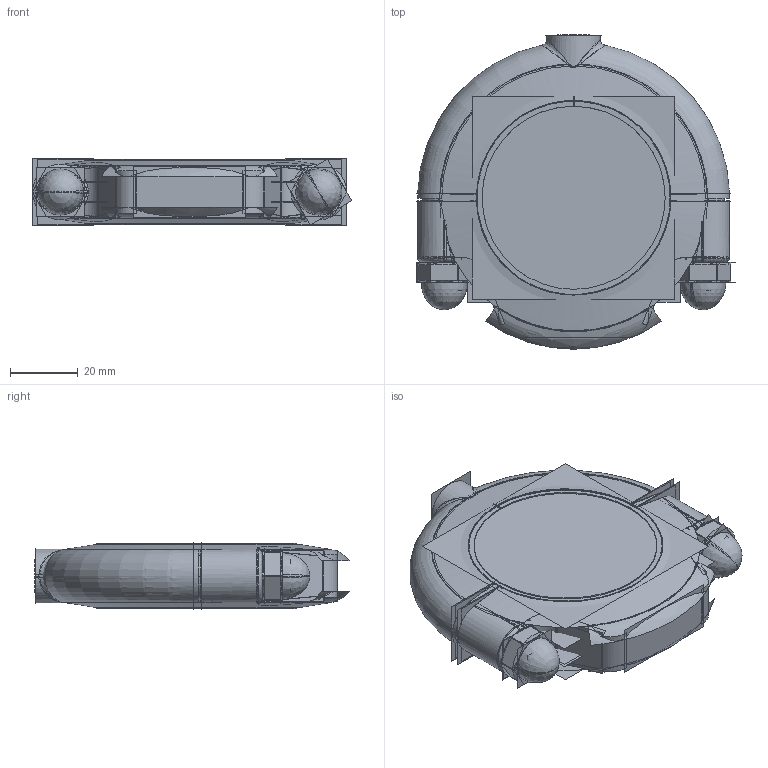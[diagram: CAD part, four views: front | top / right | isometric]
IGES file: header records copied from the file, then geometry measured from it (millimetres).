
Start section:  PTC IGES file: 200829.igs
Global section: file name: 200829.igs; native system: Creo Parametric by PTC Inc.; preprocessor: 2016260; author: pdmadmin; organization: Unknown; date: 20171113.104222; units: millimetre
Bounding box: 94.12 x 92.71 x 19.76 mm (x, y, z)
Volume: 127458.9 mm3; surface area: 322597.2 mm2
Topology: 7 solids, 7 shells, 1344 faces, 8876 edges, 12839 vertices
Faces by surface type: revolution 1008, bspline 336
